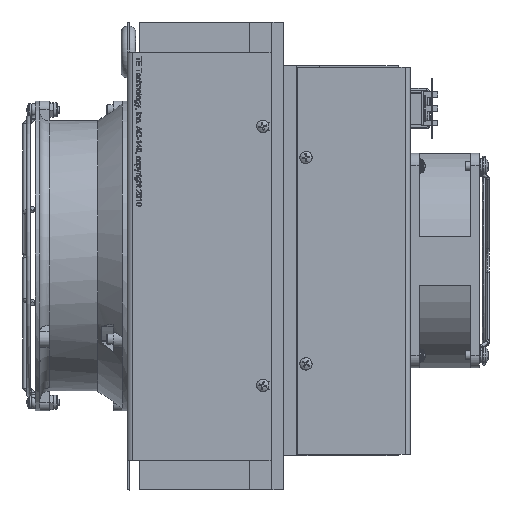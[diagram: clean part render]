
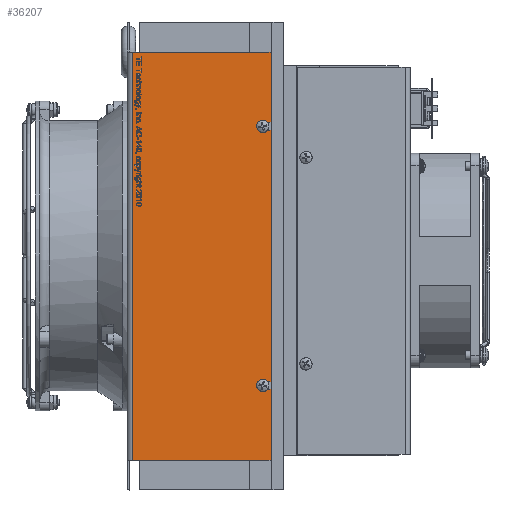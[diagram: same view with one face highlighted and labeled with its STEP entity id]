
A CAD part, left-side view. The second image highlights one B-rep face of the part: STEP entity #36207.
In plain terms, the highlighted face is planar.
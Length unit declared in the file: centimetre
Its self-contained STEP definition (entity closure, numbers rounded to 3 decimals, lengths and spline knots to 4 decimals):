
#4244=VECTOR('',#42372,1.);
#4257=VECTOR('',#42399,1.);
#4295=VECTOR('',#42478,1.);
#4300=VECTOR('',#42488,1.);
#4305=VECTOR('',#42496,1.);
#4310=VECTOR('',#42506,1.);
#4312=VECTOR('',#42511,1.);
#4317=VECTOR('',#42528,1.);
#7722=LINE('',#50668,#4244);
#7735=LINE('',#50706,#4257);
#7773=LINE('',#50814,#4295);
#7778=LINE('',#50826,#4300);
#7783=LINE('',#50837,#4305);
#7788=LINE('',#50849,#4310);
#7790=LINE('',#50855,#4312);
#7795=LINE('',#50869,#4317);
#10253=PLANE('',#38266);
#12205=VERTEX_POINT('',#50667);
#12206=VERTEX_POINT('',#50669);
#12223=VERTEX_POINT('',#50707);
#12270=VERTEX_POINT('',#50815);
#12271=VERTEX_POINT('',#50816);
#12274=VERTEX_POINT('',#50827);
#12275=VERTEX_POINT('',#50828);
#12278=VERTEX_POINT('',#50838);
#12279=VERTEX_POINT('',#50839);
#12282=VERTEX_POINT('',#50850);
#12283=VERTEX_POINT('',#50851);
#12284=VERTEX_POINT('',#50856);
#14698=CIRCLE('',#38253,0.2172);
#14700=CIRCLE('',#38258,0.2172);
#16959=EDGE_CURVE('',#12205,#12206,#7722,.T.);
#16978=EDGE_CURVE('',#12223,#12206,#7735,.T.);
#17035=EDGE_CURVE('',#12270,#12271,#7773,.T.);
#17042=EDGE_CURVE('',#12274,#12275,#7778,.T.);
#17045=EDGE_CURVE('',#12275,#12270,#14698,.T.);
#17049=EDGE_CURVE('',#12278,#12279,#7783,.T.);
#17056=EDGE_CURVE('',#12282,#12283,#7788,.T.);
#17059=EDGE_CURVE('',#12283,#12278,#14700,.T.);
#17060=EDGE_CURVE('',#12223,#12279,#7790,.T.);
#17061=EDGE_CURVE('',#12274,#12284,#7790,.T.);
#17063=EDGE_CURVE('',#12282,#12271,#7790,.T.);
#17069=EDGE_CURVE('',#12205,#12284,#7795,.T.);
#23760=ORIENTED_EDGE('',*,*,#16959,.F.);
#23761=ORIENTED_EDGE('',*,*,#17069,.T.);
#23762=ORIENTED_EDGE('',*,*,#17061,.F.);
#23763=ORIENTED_EDGE('',*,*,#17042,.T.);
#23764=ORIENTED_EDGE('',*,*,#17045,.T.);
#23765=ORIENTED_EDGE('',*,*,#17035,.T.);
#23766=ORIENTED_EDGE('',*,*,#17063,.F.);
#23767=ORIENTED_EDGE('',*,*,#17056,.T.);
#23768=ORIENTED_EDGE('',*,*,#17059,.T.);
#23769=ORIENTED_EDGE('',*,*,#17049,.T.);
#23770=ORIENTED_EDGE('',*,*,#17060,.F.);
#23771=ORIENTED_EDGE('',*,*,#16978,.T.);
#31245=EDGE_LOOP('',(#23760,#23761,#23762,#23763,#23764,#23765,#23766,#23767,
#23768,#23769,#23770,#23771));
#33731=FACE_BOUND('',#31245,.T.);
#36207=ADVANCED_FACE('',(#33731),#10253,.T.);
#38253=AXIS2_PLACEMENT_3D('',#50830,#42490,#42491);
#38258=AXIS2_PLACEMENT_3D('',#50853,#42508,#42509);
#38266=AXIS2_PLACEMENT_3D('',#50868,#42527,$);
#42372=DIRECTION('',(0.,0.,-1.));
#42399=DIRECTION('',(0.,1.,0.));
#42478=DIRECTION('',(0.,-1.,0.));
#42488=DIRECTION('',(0.,1.,0.));
#42490=DIRECTION('',(-1.,0.,0.));
#42491=DIRECTION('',(0.,0.,-0.217));
#42496=DIRECTION('',(0.,-1.,0.));
#42506=DIRECTION('',(0.,1.,0.));
#42508=DIRECTION('',(-1.,0.,0.));
#42509=DIRECTION('',(0.,0.,-0.217));
#42511=DIRECTION('',(0.,0.,1.));
#42527=DIRECTION('',(1.,0.,0.));
#42528=DIRECTION('',(0.,-1.,0.));
#50667=CARTESIAN_POINT('',(17.5768,7.6708,24.257));
#50668=CARTESIAN_POINT('',(17.5768,7.6708,0.));
#50669=CARTESIAN_POINT('',(17.5768,7.6708,1.651));
#50706=CARTESIAN_POINT('',(17.5768,-10.1721,1.651));
#50707=CARTESIAN_POINT('',(17.5768,0.,1.651));
#50814=CARTESIAN_POINT('',(17.5768,2.0789,19.8996));
#50815=CARTESIAN_POINT('',(17.5768,0.4572,19.8996));
#50816=CARTESIAN_POINT('',(17.5768,0.,19.8996));
#50826=CARTESIAN_POINT('',(17.5768,2.0789,20.334));
#50827=CARTESIAN_POINT('',(17.5768,0.,20.334));
#50828=CARTESIAN_POINT('',(17.5768,0.4572,20.334));
#50830=CARTESIAN_POINT('',(17.5768,0.4572,20.1168));
#50837=CARTESIAN_POINT('',(17.5768,2.0789,5.5486));
#50838=CARTESIAN_POINT('',(17.5768,0.4572,5.5486));
#50839=CARTESIAN_POINT('',(17.5768,0.,5.5486));
#50849=CARTESIAN_POINT('',(17.5768,2.0789,5.983));
#50850=CARTESIAN_POINT('',(17.5768,0.,5.983));
#50851=CARTESIAN_POINT('',(17.5768,0.4572,5.983));
#50853=CARTESIAN_POINT('',(17.5768,0.4572,5.7658));
#50855=CARTESIAN_POINT('',(17.5768,0.,0.));
#50856=CARTESIAN_POINT('',(17.5768,0.,24.257));
#50868=CARTESIAN_POINT('',(17.5768,3.9878,0.));
#50869=CARTESIAN_POINT('',(17.5768,-10.1721,24.257));
